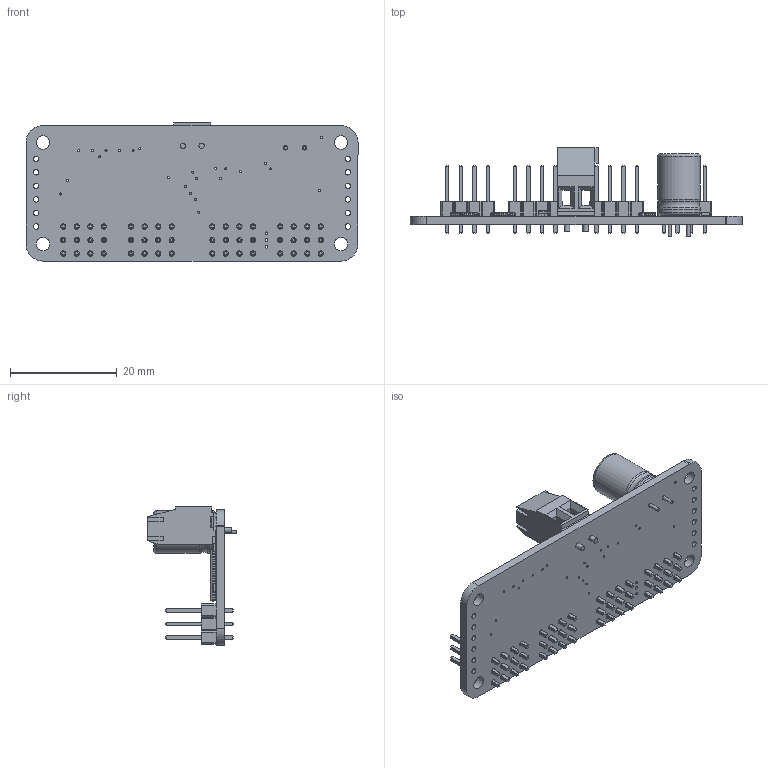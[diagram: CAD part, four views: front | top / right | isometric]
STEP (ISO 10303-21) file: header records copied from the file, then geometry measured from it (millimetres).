
FILE_DESCRIPTION(/* description */ (''),/* implementation_level */ '2;1');
FILE_NAME(/* name */ 'PCA9685.step',/* time_stamp */ '2022-03-24T22:05:12+01:00',/* author */ (''),/* organization */ (''),/* preprocessor_version */ 'ST-DEVELOPER v18.1',/* originating_system */ 'Autodesk Translation Framework v10.13.0.1454',/* authorisation */ '');
FILE_SCHEMA (('AUTOMOTIVE_DESIGN { 1 0 10303 214 3 1 1 }'));
Length unit declared in the file: millimetre
Products named in the file (27): PCA9685; Adafruit PCA9685 rev C; Board; 4 pin header; Pins; Case; tssop_28; terminal_weidmuller_2way_1667750000; CAP_8X11.5_P3; CAT16-J4; LTST-C150KGKT; LTST-C150KGKT_Base; LTST-C150KGKT_AnodeMark; LTST-C150KGKT_AnodeTerminal; LTST-C150KGKT_CathodeTerminal; LTST-C150KGKT_CathodeMark; LTST-C150KGKT_LedDice; LTST-C150KGKT_Lens; LTST-C150KGKT_GreenMark; Resistor_1206; Pin1Body; Pin2Body; CeramicBody; CoatingBody; 0805 Capacitor v7; Case_1; Contacts
Assembly tree (44 placements, depth 3):
  PCA9685
    Adafruit PCA9685 rev C
      Board
    4 pin header  x12
      Pins
      Case
    tssop_28
    terminal_weidmuller_2way_1667750000
    CAP_8X11.5_P3
    CAT16-J4  x6
    LTST-C150KGKT
      LTST-C150KGKT_Base
      LTST-C150KGKT_AnodeMark
      LTST-C150KGKT_AnodeTerminal
      LTST-C150KGKT_CathodeTerminal
      LTST-C150KGKT_CathodeMark
      LTST-C150KGKT_LedDice
      LTST-C150KGKT_Lens
      LTST-C150KGKT_GreenMark  x2
    Resistor_1206  x2
      Pin1Body
      Pin2Body
      CeramicBody
      CoatingBody
    0805 Capacitor v7
      Case_1
      Contacts
Bounding box: 62.23 x 16.63 x 25.89 mm (x, y, z)
Volume: 4506.4 mm3; surface area: 8420.6 mm2
Topology: 90 solids, 90 shells, 3183 faces, 8176 edges, 5210 vertices
Faces by surface type: plane 2483, cylinder 453, bspline 174, sphere 64, torus 9
Full cylindrical faces by diameter (mm): 0.394 x24, 0.5 x3, 0.6 x2, 0.813 x2, 1 x54, 1.016 x12, 1.192 x1, 2.5 x4, 2.8 x2, 2.9 x2, 6.2 x1, 6.7 x1, 7 x1, 8 x2
Entity records: 34831 total; most frequent: CARTESIAN_POINT 6066, DIRECTION 5626, ORIENTED_EDGE 5590, EDGE_CURVE 2795, LINE 2098, VECTOR 2098, VERTEX_POINT 1780, AXIS2_PLACEMENT_3D 1764
